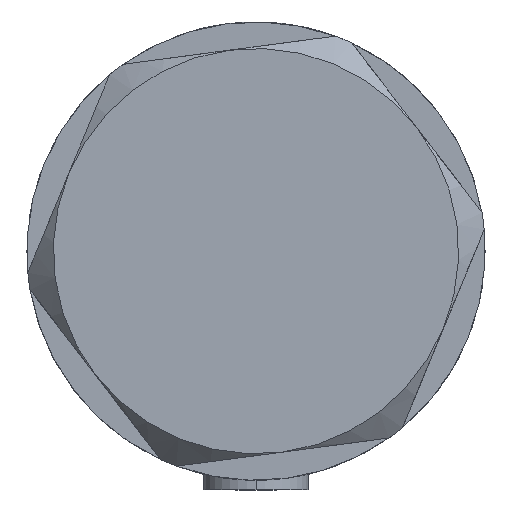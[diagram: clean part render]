
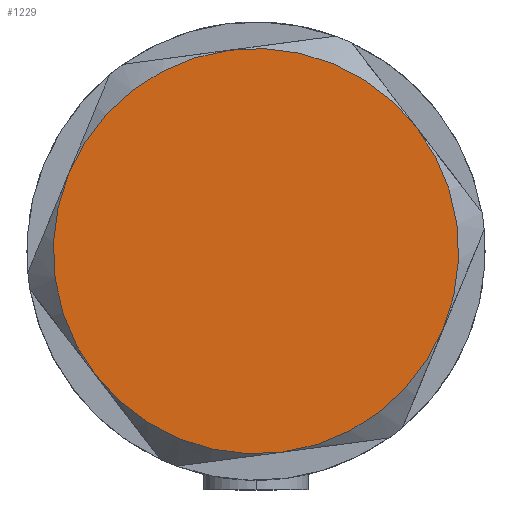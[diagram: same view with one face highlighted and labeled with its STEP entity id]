
A CAD part, left-side view. The second image highlights one B-rep face of the part: STEP entity #1229.
In plain terms, the highlighted face is planar.
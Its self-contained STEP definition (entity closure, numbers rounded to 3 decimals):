
#86 = CARTESIAN_POINT ( 'NONE',  ( 23., 0., 9. ) ) ;
#93 = DIRECTION ( 'NONE',  ( 0., 0., 1. ) ) ;
#103 = CARTESIAN_POINT ( 'NONE',  ( 0., 0., 9. ) ) ;
#440 = CIRCLE ( 'NONE', #783, 23. ) ;
#722 = VERTEX_POINT ( 'NONE', #2115 ) ;
#783 = AXIS2_PLACEMENT_3D ( 'NONE', #103, #3726, #3300 ) ;
#1036 = CIRCLE ( 'NONE', #3541, 23. ) ;
#1149 = DIRECTION ( 'NONE',  ( 1., 0., 0. ) ) ;
#1229 = ADVANCED_FACE ( 'NONE', ( #1571 ), #1878, .T. ) ;
#1295 = AXIS2_PLACEMENT_3D ( 'NONE', #3143, #2772, #1149 ) ;
#1308 = CARTESIAN_POINT ( 'NONE',  ( 0., 0., 9. ) ) ;
#1389 = ORIENTED_EDGE ( 'NONE', *, *, #3657, .T. ) ;
#1486 = EDGE_CURVE ( 'NONE', #2179, #2665, #1036, .T. ) ;
#1571 = FACE_OUTER_BOUND ( 'NONE', #1674, .T. ) ;
#1674 = EDGE_LOOP ( 'NONE', ( #2952, #2645, #1389, #3846, #3305, #2298 ) ) ;
#1689 = CIRCLE ( 'NONE', #4893, 23. ) ;
#1844 = VERTEX_POINT ( 'NONE', #86 ) ;
#1878 = PLANE ( 'NONE',  #2455 ) ;
#2057 = CARTESIAN_POINT ( 'NONE',  ( 0., 0., 9. ) ) ;
#2101 = DIRECTION ( 'NONE',  ( 1., 0., 0. ) ) ;
#2115 = CARTESIAN_POINT ( 'NONE',  ( -11.5, 19.919, 9. ) ) ;
#2179 = VERTEX_POINT ( 'NONE', #4426 ) ;
#2298 = ORIENTED_EDGE ( 'NONE', *, *, #5093, .T. ) ;
#2438 = CARTESIAN_POINT ( 'NONE',  ( 0., 0., 9. ) ) ;
#2455 = AXIS2_PLACEMENT_3D ( 'NONE', #2438, #4379, #4697 ) ;
#2607 = CARTESIAN_POINT ( 'NONE',  ( 0., 0., 9. ) ) ;
#2645 = ORIENTED_EDGE ( 'NONE', *, *, #5116, .T. ) ;
#2665 = VERTEX_POINT ( 'NONE', #3806 ) ;
#2699 = CARTESIAN_POINT ( 'NONE',  ( 11.5, -19.919, 9. ) ) ;
#2772 = DIRECTION ( 'NONE',  ( 0., 0., 1. ) ) ;
#2952 = ORIENTED_EDGE ( 'NONE', *, *, #5006, .T. ) ;
#3055 = AXIS2_PLACEMENT_3D ( 'NONE', #2057, #4897, #2101 ) ;
#3143 = CARTESIAN_POINT ( 'NONE',  ( 0., 0., 9. ) ) ;
#3188 = DIRECTION ( 'NONE',  ( 0., 0., 1. ) ) ;
#3298 = CIRCLE ( 'NONE', #3378, 23. ) ;
#3300 = DIRECTION ( 'NONE',  ( 1., 0., 0. ) ) ;
#3305 = ORIENTED_EDGE ( 'NONE', *, *, #1486, .T. ) ;
#3378 = AXIS2_PLACEMENT_3D ( 'NONE', #2607, #3865, #3759 ) ;
#3541 = AXIS2_PLACEMENT_3D ( 'NONE', #1308, #93, #4930 ) ;
#3657 = EDGE_CURVE ( 'NONE', #4056, #722, #440, .T. ) ;
#3726 = DIRECTION ( 'NONE',  ( 0., 0., 1. ) ) ;
#3759 = DIRECTION ( 'NONE',  ( 1., 0., 0. ) ) ;
#3806 = CARTESIAN_POINT ( 'NONE',  ( -11.5, -19.919, 9. ) ) ;
#3846 = ORIENTED_EDGE ( 'NONE', *, *, #4366, .T. ) ;
#3865 = DIRECTION ( 'NONE',  ( 0., 0., 1. ) ) ;
#3896 = CIRCLE ( 'NONE', #3055, 23. ) ;
#4015 = CARTESIAN_POINT ( 'NONE',  ( 11.5, 19.919, 9. ) ) ;
#4056 = VERTEX_POINT ( 'NONE', #4015 ) ;
#4366 = EDGE_CURVE ( 'NONE', #722, #2179, #1689, .T. ) ;
#4379 = DIRECTION ( 'NONE',  ( 0., 0., 1. ) ) ;
#4414 = DIRECTION ( 'NONE',  ( 1., 0., 0. ) ) ;
#4426 = CARTESIAN_POINT ( 'NONE',  ( -23., 0., 9. ) ) ;
#4697 = DIRECTION ( 'NONE',  ( 1., 0., 0. ) ) ;
#4740 = CIRCLE ( 'NONE', #1295, 23. ) ;
#4829 = CARTESIAN_POINT ( 'NONE',  ( 0., 0., 9. ) ) ;
#4893 = AXIS2_PLACEMENT_3D ( 'NONE', #4829, #3188, #4414 ) ;
#4897 = DIRECTION ( 'NONE',  ( 0., 0., 1. ) ) ;
#4930 = DIRECTION ( 'NONE',  ( 1., 0., 0. ) ) ;
#5000 = VERTEX_POINT ( 'NONE', #2699 ) ;
#5006 = EDGE_CURVE ( 'NONE', #5000, #1844, #4740, .T. ) ;
#5093 = EDGE_CURVE ( 'NONE', #2665, #5000, #3896, .T. ) ;
#5116 = EDGE_CURVE ( 'NONE', #1844, #4056, #3298, .T. ) ;
